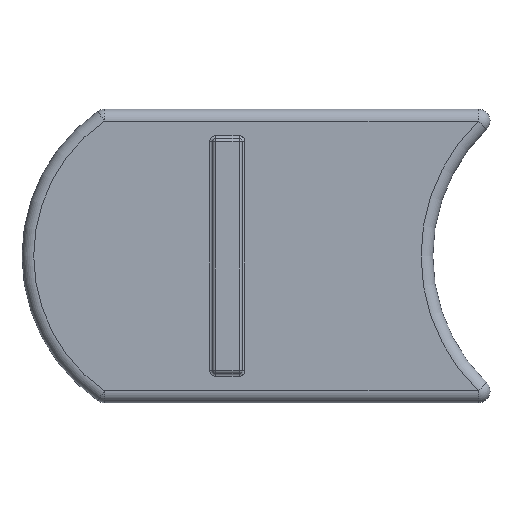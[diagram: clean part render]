
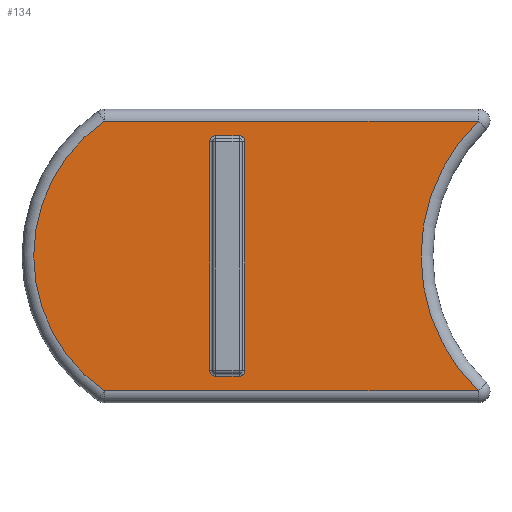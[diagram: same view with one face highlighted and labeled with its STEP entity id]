
A CAD part, top view. The second image highlights one B-rep face of the part: STEP entity #134.
In plain terms, the highlighted planar face has unit normal (0, 0, 1).
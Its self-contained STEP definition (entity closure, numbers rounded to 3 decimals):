
#134=ADVANCED_FACE('',(#204,#205),#192,.T.);
#192=PLANE('',#822);
#204=FACE_BOUND('',#214,.T.);
#205=FACE_BOUND('',#215,.T.);
#214=EDGE_LOOP('',(#345,#346,#347,#348,#349,#350,#351,#352));
#215=EDGE_LOOP('',(#353,#354,#355,#356));
#278=CIRCLE('',#816,1.);
#279=CIRCLE('',#817,1.);
#280=CIRCLE('',#818,1.);
#281=CIRCLE('',#819,1.);
#282=CIRCLE('',#820,32.);
#283=CIRCLE('',#821,28.);
#345=ORIENTED_EDGE('',*,*,#622,.T.);
#346=ORIENTED_EDGE('',*,*,#623,.T.);
#347=ORIENTED_EDGE('',*,*,#624,.T.);
#348=ORIENTED_EDGE('',*,*,#625,.T.);
#349=ORIENTED_EDGE('',*,*,#626,.T.);
#350=ORIENTED_EDGE('',*,*,#627,.T.);
#351=ORIENTED_EDGE('',*,*,#628,.T.);
#352=ORIENTED_EDGE('',*,*,#629,.T.);
#353=ORIENTED_EDGE('',*,*,#630,.T.);
#354=ORIENTED_EDGE('',*,*,#631,.T.);
#355=ORIENTED_EDGE('',*,*,#632,.T.);
#356=ORIENTED_EDGE('',*,*,#633,.T.);
#563=VERTEX_POINT('',#1237);
#564=VERTEX_POINT('',#1238);
#565=VERTEX_POINT('',#1240);
#566=VERTEX_POINT('',#1242);
#567=VERTEX_POINT('',#1244);
#568=VERTEX_POINT('',#1246);
#569=VERTEX_POINT('',#1248);
#570=VERTEX_POINT('',#1250);
#571=VERTEX_POINT('',#1253);
#572=VERTEX_POINT('',#1254);
#573=VERTEX_POINT('',#1256);
#574=VERTEX_POINT('',#1258);
#622=EDGE_CURVE('',#563,#564,#731,.T.);
#623=EDGE_CURVE('',#564,#565,#278,.T.);
#624=EDGE_CURVE('',#565,#566,#732,.T.);
#625=EDGE_CURVE('',#566,#567,#279,.T.);
#626=EDGE_CURVE('',#567,#568,#733,.T.);
#627=EDGE_CURVE('',#568,#569,#280,.T.);
#628=EDGE_CURVE('',#569,#570,#734,.T.);
#629=EDGE_CURVE('',#570,#563,#281,.T.);
#630=EDGE_CURVE('',#571,#572,#735,.T.);
#631=EDGE_CURVE('',#572,#573,#282,.T.);
#632=EDGE_CURVE('',#573,#574,#736,.T.);
#633=EDGE_CURVE('',#574,#571,#283,.T.);
#731=LINE('',#1236,#773);
#732=LINE('',#1241,#774);
#733=LINE('',#1245,#775);
#734=LINE('',#1249,#776);
#735=LINE('',#1252,#777);
#736=LINE('',#1257,#778);
#773=VECTOR('',#943,1.);
#774=VECTOR('',#946,1.);
#775=VECTOR('',#949,1.);
#776=VECTOR('',#952,1.);
#777=VECTOR('',#955,1.);
#778=VECTOR('',#958,1.);
#816=AXIS2_PLACEMENT_3D('',#1239,#944,#945);
#817=AXIS2_PLACEMENT_3D('',#1243,#947,#948);
#818=AXIS2_PLACEMENT_3D('',#1247,#950,#951);
#819=AXIS2_PLACEMENT_3D('',#1251,#953,#954);
#820=AXIS2_PLACEMENT_3D('',#1255,#956,#957);
#821=AXIS2_PLACEMENT_3D('',#1259,#959,#960);
#822=AXIS2_PLACEMENT_3D('',#1260,#961,#962);
#943=DIRECTION('',(1.,0.,0.));
#944=DIRECTION('',(0.,0.,-1.));
#945=DIRECTION('',(1.,0.,0.));
#946=DIRECTION('',(0.,-1.,0.));
#947=DIRECTION('',(0.,0.,-1.));
#948=DIRECTION('',(1.,0.,0.));
#949=DIRECTION('',(-1.,0.,0.));
#950=DIRECTION('',(0.,0.,-1.));
#951=DIRECTION('',(1.,0.,0.));
#952=DIRECTION('',(0.,1.,0.));
#953=DIRECTION('',(0.,0.,-1.));
#954=DIRECTION('',(1.,0.,0.));
#955=DIRECTION('',(1.,0.,0.));
#956=DIRECTION('',(0.,0.,-1.));
#957=DIRECTION('',(1.,0.,0.));
#958=DIRECTION('',(-1.,0.,0.));
#959=DIRECTION('',(0.,0.,1.));
#960=DIRECTION('',(1.,0.,0.));
#961=DIRECTION('',(0.,0.,1.));
#962=DIRECTION('',(1.,0.,0.));
#1236=CARTESIAN_POINT('',(35.,-4.5,5.));
#1237=CARTESIAN_POINT('',(19.583,-4.5,5.));
#1238=CARTESIAN_POINT('',(23.583,-4.5,5.));
#1239=CARTESIAN_POINT('',(23.583,-5.5,5.));
#1240=CARTESIAN_POINT('',(24.583,-5.5,5.));
#1241=CARTESIAN_POINT('',(24.583,-25.,5.));
#1242=CARTESIAN_POINT('',(24.583,-44.5,5.));
#1243=CARTESIAN_POINT('',(23.583,-44.5,5.));
#1244=CARTESIAN_POINT('',(23.583,-45.5,5.));
#1245=CARTESIAN_POINT('',(35.,-45.5,5.));
#1246=CARTESIAN_POINT('',(19.583,-45.5,5.));
#1247=CARTESIAN_POINT('',(19.583,-44.5,5.));
#1248=CARTESIAN_POINT('',(18.583,-44.5,5.));
#1249=CARTESIAN_POINT('',(18.583,-25.,5.));
#1250=CARTESIAN_POINT('',(18.583,-5.5,5.));
#1251=CARTESIAN_POINT('',(19.583,-5.5,5.));
#1252=CARTESIAN_POINT('',(35.,-48.,5.));
#1253=CARTESIAN_POINT('',(0.614,-48.,5.));
#1254=CARTESIAN_POINT('',(64.335,-48.,5.));
#1255=CARTESIAN_POINT('',(86.583,-25.,5.));
#1256=CARTESIAN_POINT('',(64.335,-2.,5.));
#1257=CARTESIAN_POINT('',(35.,-2.,5.));
#1258=CARTESIAN_POINT('',(0.614,-2.,5.));
#1259=CARTESIAN_POINT('',(16.583,-25.,5.));
#1260=CARTESIAN_POINT('',(35.,-25.,5.));
